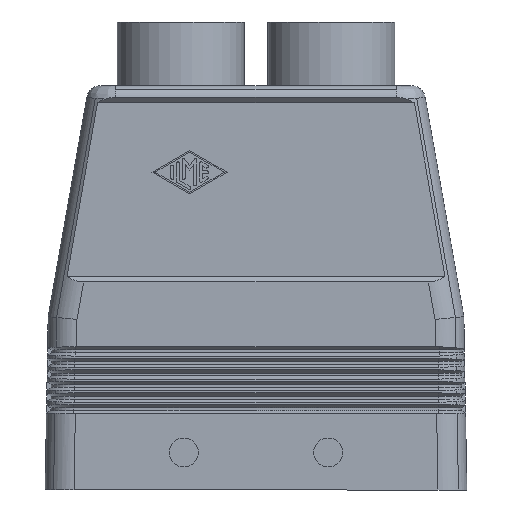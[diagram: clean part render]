
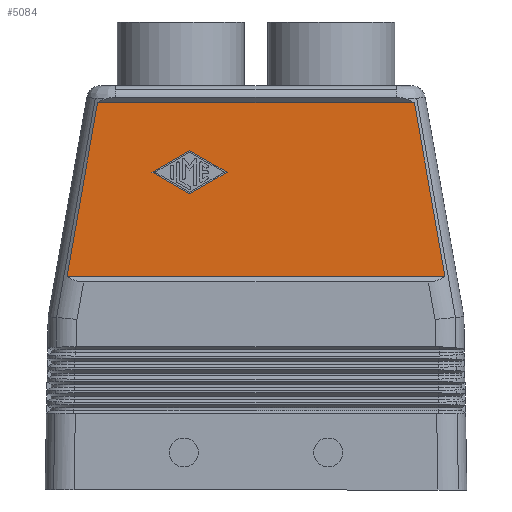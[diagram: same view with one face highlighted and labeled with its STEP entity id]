
A CAD part, front view. The second image highlights one B-rep face of the part: STEP entity #5084.
In plain terms, the highlighted planar face has unit normal (0, -1, 0).
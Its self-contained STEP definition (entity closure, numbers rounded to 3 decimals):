
#227=CARTESIAN_POINT('',(27.421,-20.5,67.0));
#228=VERTEX_POINT('',#227);
#236=CARTESIAN_POINT('',(32.711,-20.5,37.0));
#237=VERTEX_POINT('',#236);
#238=CARTESIAN_POINT('',(27.421,-20.5,67.0));
#239=DIRECTION('',(0.174,0.0,-0.985));
#240=VECTOR('',#239,30.463);
#241=LINE('',#238,#240);
#242=EDGE_CURVE('',#228,#237,#241,.T.);
#613=CARTESIAN_POINT('',(-32.711,-20.5,37.0));
#614=VERTEX_POINT('',#613);
#622=CARTESIAN_POINT('',(-27.421,-20.5,67.0));
#623=VERTEX_POINT('',#622);
#624=CARTESIAN_POINT('',(-32.711,-20.5,37.0));
#625=DIRECTION('',(0.174,0.0,0.985));
#626=VECTOR('',#625,30.463);
#627=LINE('',#624,#626);
#628=EDGE_CURVE('',#614,#623,#627,.T.);
#4292=CARTESIAN_POINT('',(-5.,-20.5,55.));
#4293=VERTEX_POINT('',#4292);
#4300=CARTESIAN_POINT('',(-11.5,-20.5,58.749));
#4301=VERTEX_POINT('',#4300);
#4302=CARTESIAN_POINT('',(-11.5,-20.5,58.749));
#4303=DIRECTION('',(0.866,0.0,-0.5));
#4304=VECTOR('',#4303,7.504);
#4305=LINE('',#4302,#4304);
#4306=EDGE_CURVE('',#4301,#4293,#4305,.T.);
#4330=CARTESIAN_POINT('',(-11.5,-20.5,51.251));
#4331=VERTEX_POINT('',#4330);
#4338=CARTESIAN_POINT('',(-5.,-20.5,55.));
#4339=DIRECTION('',(-0.866,0.0,-0.5));
#4340=VECTOR('',#4339,7.504);
#4341=LINE('',#4338,#4340);
#4342=EDGE_CURVE('',#4293,#4331,#4341,.T.);
#4361=CARTESIAN_POINT('',(-18.,-20.5,55.));
#4362=VERTEX_POINT('',#4361);
#4369=CARTESIAN_POINT('',(-11.5,-20.5,51.251));
#4370=DIRECTION('',(-0.866,0.0,0.5));
#4371=VECTOR('',#4370,7.504);
#4372=LINE('',#4369,#4371);
#4373=EDGE_CURVE('',#4331,#4362,#4372,.T.);
#4391=CARTESIAN_POINT('',(-18.,-20.5,55.));
#4392=DIRECTION('',(0.866,0.0,0.5));
#4393=VECTOR('',#4392,7.504);
#4394=LINE('',#4391,#4393);
#4395=EDGE_CURVE('',#4362,#4301,#4394,.T.);
#5057=CARTESIAN_POINT('',(0.0,-20.5,67.0));
#5058=DIRECTION('',(0.0,1.0,0.0));
#5059=DIRECTION('',(0.0,0.0,1.0));
#5060=AXIS2_PLACEMENT_3D('',#5057,#5058,#5059);
#5061=PLANE('',#5060);
#5062=ORIENTED_EDGE('',*,*,#242,.F.);
#5063=CARTESIAN_POINT('',(-27.421,-20.5,67.0));
#5064=DIRECTION('',(1.0,0.0,0.0));
#5065=VECTOR('',#5064,54.843);
#5066=LINE('',#5063,#5065);
#5067=EDGE_CURVE('',#623,#228,#5066,.T.);
#5068=ORIENTED_EDGE('',*,*,#5067,.F.);
#5069=ORIENTED_EDGE('',*,*,#628,.F.);
#5070=CARTESIAN_POINT('',(32.711,-20.5,37.0));
#5071=DIRECTION('',(-1.0,0.0,0.0));
#5072=VECTOR('',#5071,65.422);
#5073=LINE('',#5070,#5072);
#5074=EDGE_CURVE('',#237,#614,#5073,.T.);
#5075=ORIENTED_EDGE('',*,*,#5074,.F.);
#5076=EDGE_LOOP('',(#5062,#5068,#5069,#5075));
#5077=FACE_OUTER_BOUND('',#5076,.T.);
#5078=ORIENTED_EDGE('',*,*,#4306,.T.);
#5079=ORIENTED_EDGE('',*,*,#4342,.T.);
#5080=ORIENTED_EDGE('',*,*,#4373,.T.);
#5081=ORIENTED_EDGE('',*,*,#4395,.T.);
#5082=EDGE_LOOP('',(#5078,#5079,#5080,#5081));
#5083=FACE_BOUND('',#5082,.T.);
#5084=ADVANCED_FACE('',(#5077,#5083),#5061,.F.);
